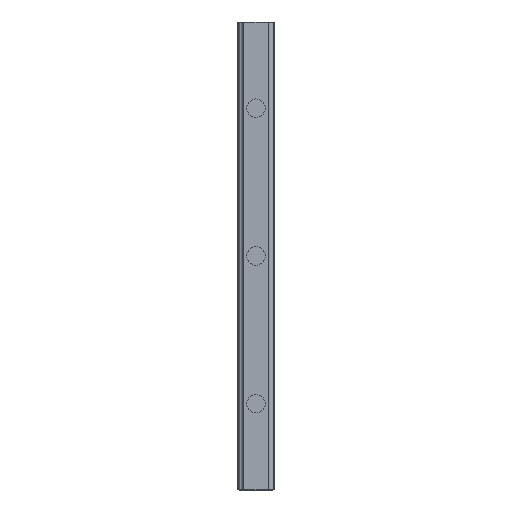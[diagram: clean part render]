
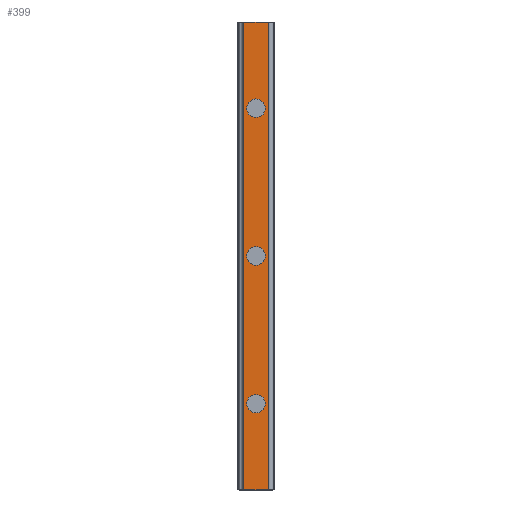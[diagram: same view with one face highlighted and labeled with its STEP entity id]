
A CAD part, top view. The second image highlights one B-rep face of the part: STEP entity #399.
In plain terms, the highlighted planar face has unit normal (0, 0, 1).
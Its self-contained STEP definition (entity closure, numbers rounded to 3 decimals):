
#399=ADVANCED_FACE('',(#824,#825,#826,#827),#828,.T.);
#824=FACE_BOUND('',#1271,.T.);
#825=FACE_BOUND('',#1272,.T.);
#826=FACE_BOUND('',#1273,.T.);
#827=FACE_OUTER_BOUND('',#1274,.T.);
#828=PLANE('',#1275);
#1271=EDGE_LOOP('',(#2467,#2468));
#1272=EDGE_LOOP('',(#2469,#2470));
#1273=EDGE_LOOP('',(#2471,#2472));
#1274=EDGE_LOOP('',(#2473,#2474,#2475,#2476));
#1275=AXIS2_PLACEMENT_3D('',#2477,#2478,#2479);
#2467=ORIENTED_EDGE('',*,*,#2714,.T.);
#2468=ORIENTED_EDGE('',*,*,#3093,.T.);
#2469=ORIENTED_EDGE('',*,*,#2704,.T.);
#2470=ORIENTED_EDGE('',*,*,#3099,.T.);
#2471=ORIENTED_EDGE('',*,*,#2694,.T.);
#2472=ORIENTED_EDGE('',*,*,#3105,.T.);
#2473=ORIENTED_EDGE('',*,*,#3068,.T.);
#2474=ORIENTED_EDGE('',*,*,#3160,.F.);
#2475=ORIENTED_EDGE('',*,*,#2930,.T.);
#2476=ORIENTED_EDGE('',*,*,#3158,.T.);
#2477=CARTESIAN_POINT('',(0.,190.0,15.));
#2478=DIRECTION('',(0.0,0.0,1.0));
#2479=DIRECTION('',(-1.0,0.0,0.0));
#2694=EDGE_CURVE('',#3224,#3221,#3225,.T.);
#2704=EDGE_CURVE('',#3242,#3239,#3243,.T.);
#2714=EDGE_CURVE('',#3260,#3257,#3261,.T.);
#2930=EDGE_CURVE('',#3592,#3590,#3593,.T.);
#3068=EDGE_CURVE('',#3823,#3821,#3824,.T.);
#3093=EDGE_CURVE('',#3257,#3260,#3871,.T.);
#3099=EDGE_CURVE('',#3239,#3242,#3877,.T.);
#3105=EDGE_CURVE('',#3221,#3224,#3883,.T.);
#3158=EDGE_CURVE('',#3590,#3823,#3936,.T.);
#3160=EDGE_CURVE('',#3592,#3821,#3938,.T.);
#3221=VERTEX_POINT('',#4001);
#3224=VERTEX_POINT('',#4005);
#3225=CIRCLE('',#4006,3.75);
#3239=VERTEX_POINT('',#4023);
#3242=VERTEX_POINT('',#4027);
#3243=CIRCLE('',#4028,3.75);
#3257=VERTEX_POINT('',#4045);
#3260=VERTEX_POINT('',#4049);
#3261=CIRCLE('',#4050,3.75);
#3590=VERTEX_POINT('',#4511);
#3592=VERTEX_POINT('',#4514);
#3593=LINE('',#4515,#4516);
#3821=VERTEX_POINT('',#4830);
#3823=VERTEX_POINT('',#4833);
#3824=LINE('',#4834,#4835);
#3871=CIRCLE('',#4892,3.75);
#3877=CIRCLE('',#4898,3.75);
#3883=CIRCLE('',#4904,3.75);
#3936=LINE('',#4981,#4982);
#3938=LINE('',#4984,#4985);
#4001=CARTESIAN_POINT('',(3.75,35.0,15.));
#4005=CARTESIAN_POINT('',(-3.75,35.0,15.));
#4006=AXIS2_PLACEMENT_3D('',#5069,#5070,#5071);
#4023=CARTESIAN_POINT('',(3.75,95.0,15.));
#4027=CARTESIAN_POINT('',(-3.75,95.0,15.));
#4028=AXIS2_PLACEMENT_3D('',#5085,#5086,#5087);
#4045=CARTESIAN_POINT('',(3.75,155.0,15.));
#4049=CARTESIAN_POINT('',(-3.75,155.0,15.));
#4050=AXIS2_PLACEMENT_3D('',#5101,#5102,#5103);
#4511=CARTESIAN_POINT('',(-5.049,190.0,15.));
#4514=CARTESIAN_POINT('',(5.049,190.0,15.));
#4515=CARTESIAN_POINT('',(5.049,190.0,15.));
#4516=VECTOR('',#5324,1.0);
#4830=CARTESIAN_POINT('',(5.049,0.0,15.));
#4833=CARTESIAN_POINT('',(-5.049,0.0,15.));
#4834=CARTESIAN_POINT('',(5.049,0.0,15.));
#4835=VECTOR('',#5490,1.0);
#4892=AXIS2_PLACEMENT_3D('',#5540,#5541,#5542);
#4898=AXIS2_PLACEMENT_3D('',#5549,#5550,#5551);
#4904=AXIS2_PLACEMENT_3D('',#5558,#5559,#5560);
#4981=CARTESIAN_POINT('',(-5.049,190.0,15.));
#4982=VECTOR('',#5591,1.0);
#4984=CARTESIAN_POINT('',(5.049,190.0,15.));
#4985=VECTOR('',#5592,1.0);
#5069=CARTESIAN_POINT('',(0.0,35.0,15.));
#5070=DIRECTION('',(0.0,0.0,-1.0));
#5071=DIRECTION('',(1.0,0.0,0.0));
#5085=CARTESIAN_POINT('',(0.0,95.0,15.));
#5086=DIRECTION('',(0.0,0.0,-1.0));
#5087=DIRECTION('',(1.0,0.0,0.0));
#5101=CARTESIAN_POINT('',(0.0,155.0,15.));
#5102=DIRECTION('',(0.0,0.0,-1.0));
#5103=DIRECTION('',(1.0,0.0,0.0));
#5324=DIRECTION('',(-1.0,0.0,0.0));
#5490=DIRECTION('',(1.0,0.0,0.0));
#5540=CARTESIAN_POINT('',(0.0,155.0,15.));
#5541=DIRECTION('',(0.0,0.0,-1.0));
#5542=DIRECTION('',(1.0,0.0,0.0));
#5549=CARTESIAN_POINT('',(0.0,95.0,15.));
#5550=DIRECTION('',(0.0,0.0,-1.0));
#5551=DIRECTION('',(1.0,0.0,0.0));
#5558=CARTESIAN_POINT('',(0.0,35.0,15.));
#5559=DIRECTION('',(0.0,0.0,-1.0));
#5560=DIRECTION('',(1.0,0.0,0.0));
#5591=DIRECTION('',(0.0,-1.0,0.0));
#5592=DIRECTION('',(0.0,-1.0,0.0));
